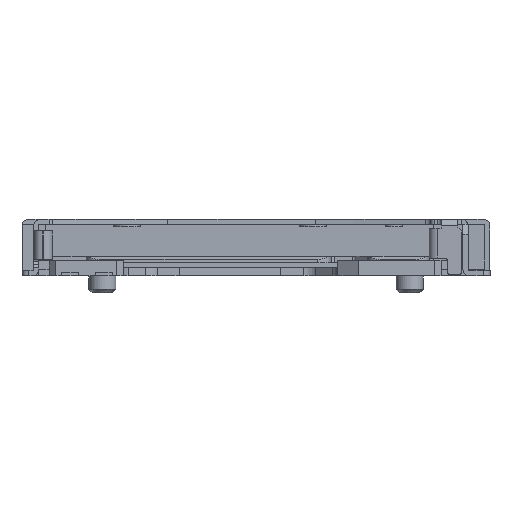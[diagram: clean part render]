
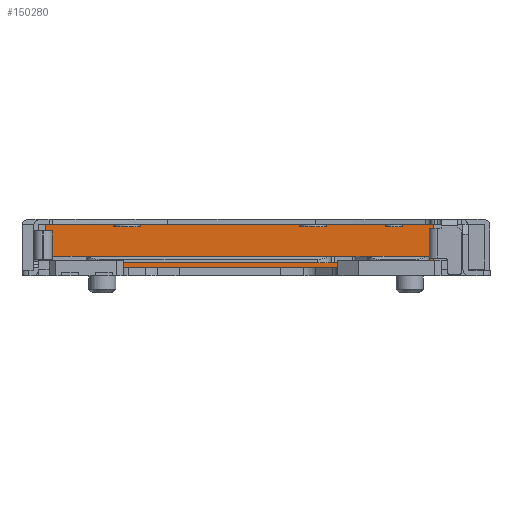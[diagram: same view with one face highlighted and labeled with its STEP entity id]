
A CAD part, front view. The second image highlights one B-rep face of the part: STEP entity #150280.
In plain terms, the highlighted planar face has unit normal (0, -1, 0).
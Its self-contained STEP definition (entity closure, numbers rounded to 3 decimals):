
#145920=CARTESIAN_POINT('',(169.015,153.612,1.45));
#145930=VERTEX_POINT('',#145920);
#146110=CARTESIAN_POINT('',(169.515,153.612,1.45));
#146120=VERTEX_POINT('',#146110);
#146150=CARTESIAN_POINT('',(169.015,153.612,1.45));
#146160=DIRECTION('',(1.,0.,0.));
#146170=VECTOR('',#146160,1.);
#146180=LINE('',#146150,#146170);
#146190=EDGE_CURVE('',#145930,#146120,#146180,.T.);
#146330=CARTESIAN_POINT('',(169.015,153.612,1.53));
#146340=VERTEX_POINT('',#146330);
#146460=CARTESIAN_POINT('',(169.015,153.612,1.53));
#146470=DIRECTION('',(0.,0.,-1.));
#146480=VECTOR('',#146470,1.);
#146490=LINE('',#146460,#146480);
#146500=EDGE_CURVE('',#146340,#145930,#146490,.T.);
#146910=CARTESIAN_POINT('',(169.515,153.612,1.53));
#146920=VERTEX_POINT('',#146910);
#146950=CARTESIAN_POINT('',(169.515,153.612,1.45));
#146960=DIRECTION('',(0.,0.,1.));
#146970=VECTOR('',#146960,1.);
#146980=LINE('',#146950,#146970);
#146990=EDGE_CURVE('',#146120,#146920,#146980,.T.);
#147130=CARTESIAN_POINT('',(160.965,153.612,1.45));
#147140=VERTEX_POINT('',#147130);
#147320=CARTESIAN_POINT('',(161.765,153.612,1.45));
#147330=VERTEX_POINT('',#147320);
#147360=CARTESIAN_POINT('',(160.965,153.612,1.45));
#147370=DIRECTION('',(1.,0.,0.));
#147380=VECTOR('',#147370,1.);
#147390=LINE('',#147360,#147380);
#147400=EDGE_CURVE('',#147140,#147330,#147390,.T.);
#147540=CARTESIAN_POINT('',(160.965,153.612,1.53));
#147550=VERTEX_POINT('',#147540);
#147670=CARTESIAN_POINT('',(160.965,153.612,1.53));
#147680=DIRECTION('',(0.,0.,-1.));
#147690=VECTOR('',#147680,1.);
#147700=LINE('',#147670,#147690);
#147710=EDGE_CURVE('',#147550,#147140,#147700,.T.);
#148120=CARTESIAN_POINT('',(161.765,153.612,1.53));
#148130=VERTEX_POINT('',#148120);
#148160=CARTESIAN_POINT('',(161.765,153.612,1.45));
#148170=DIRECTION('',(0.,0.,1.));
#148180=VECTOR('',#148170,1.);
#148190=LINE('',#148160,#148180);
#148200=EDGE_CURVE('',#147330,#148130,#148190,.T.);
#148760=CARTESIAN_POINT('',(167.265,153.612,1.45));
#148770=VERTEX_POINT('',#148760);
#148850=CARTESIAN_POINT('',(167.265,153.612,1.53));
#148860=VERTEX_POINT('',#148850);
#148890=CARTESIAN_POINT('',(167.265,153.612,1.45));
#148900=DIRECTION('',(0.,0.,1.));
#148910=VECTOR('',#148900,1.);
#148920=LINE('',#148890,#148910);
#148930=EDGE_CURVE('',#148770,#148860,#148920,.T.);
#149070=CARTESIAN_POINT('',(166.465,153.612,1.45));
#149080=VERTEX_POINT('',#149070);
#149130=CARTESIAN_POINT('',(166.465,153.612,1.45));
#149140=DIRECTION('',(1.,0.,0.));
#149150=VECTOR('',#149140,1.);
#149160=LINE('',#149130,#149150);
#149170=EDGE_CURVE('',#149080,#148770,#149160,.T.);
#149310=CARTESIAN_POINT('',(166.465,153.612,1.53));
#149320=VERTEX_POINT('',#149310);
#149370=CARTESIAN_POINT('',(166.465,153.612,1.53));
#149380=DIRECTION('',(0.,0.,-1.));
#149390=VECTOR('',#149380,1.);
#149400=LINE('',#149370,#149390);
#149410=EDGE_CURVE('',#149320,#149080,#149400,.T.);
#149460=CARTESIAN_POINT('',(164.715,153.612,0.885));
#149470=DIRECTION('',(-0.,1.,0.));
#149480=DIRECTION('',(1.,0.,0.));
#149490=AXIS2_PLACEMENT_3D('',#149460,#149470,#149480);
#149500=PLANE('',#149490);
#149510=ORIENTED_EDGE('',*,*,#149410,.F.);
#149520=ORIENTED_EDGE('',*,*,#149170,.F.);
#149530=ORIENTED_EDGE('',*,*,#148930,.F.);
#149540=CARTESIAN_POINT('',(167.265,153.612,1.53));
#149550=DIRECTION('',(1.,0.,0.));
#149560=VECTOR('',#149550,1.);
#149570=LINE('',#149540,#149560);
#149580=EDGE_CURVE('',#148860,#146340,#149570,.T.);
#149590=ORIENTED_EDGE('',*,*,#149580,.F.);
#149600=ORIENTED_EDGE('',*,*,#146500,.F.);
#149610=ORIENTED_EDGE('',*,*,#146190,.F.);
#149620=ORIENTED_EDGE('',*,*,#146990,.F.);
#149630=CARTESIAN_POINT('',(169.515,153.612,1.53));
#149640=DIRECTION('',(1.,0.,0.));
#149650=VECTOR('',#149640,1.);
#149660=LINE('',#149630,#149650);
#149670=CARTESIAN_POINT('',(169.665,153.612,1.53));
#149680=VERTEX_POINT('',#149670);
#149690=EDGE_CURVE('',#146920,#149680,#149660,.T.);
#149700=ORIENTED_EDGE('',*,*,#149690,.F.);
#149710=CARTESIAN_POINT('',(169.665,153.612,1.53));
#149720=DIRECTION('',(1.,0.,0.));
#149730=VECTOR('',#149720,1.);
#149740=LINE('',#149710,#149730);
#149750=CARTESIAN_POINT('',(169.865,153.612,1.53));
#149760=VERTEX_POINT('',#149750);
#149770=EDGE_CURVE('',#149680,#149760,#149740,.T.);
#149780=ORIENTED_EDGE('',*,*,#149770,.F.);
#149790=CARTESIAN_POINT('',(169.865,153.612,1.53));
#149800=DIRECTION('',(1.,0.,0.));
#149810=VECTOR('',#149800,1.);
#149820=LINE('',#149790,#149810);
#149830=CARTESIAN_POINT('',(170.455,153.612,1.53));
#149840=VERTEX_POINT('',#149830);
#149850=EDGE_CURVE('',#149760,#149840,#149820,.T.);
#149860=ORIENTED_EDGE('',*,*,#149850,.F.);
#149870=CARTESIAN_POINT('',(170.455,153.612,0.));
#149880=DIRECTION('',(0.,0.,1.));
#149890=VECTOR('',#149880,1.);
#149900=LINE('',#149870,#149890);
#149910=CARTESIAN_POINT('',(170.455,153.612,0.24));
#149920=VERTEX_POINT('',#149910);
#149930=EDGE_CURVE('',#149920,#149840,#149900,.T.);
#149940=ORIENTED_EDGE('',*,*,#149930,.T.);
#149950=CARTESIAN_POINT('',(158.965,153.612,0.24));
#149960=DIRECTION('',(1.,0.,0.));
#149970=VECTOR('',#149960,1.);
#149980=LINE('',#149950,#149970);
#149990=CARTESIAN_POINT('',(158.965,153.612,0.24));
#150000=VERTEX_POINT('',#149990);
#150010=EDGE_CURVE('',#150000,#149920,#149980,.T.);
#150020=ORIENTED_EDGE('',*,*,#150010,.T.);
#150030=CARTESIAN_POINT('',(158.965,153.612,0.24));
#150040=DIRECTION('',(0.,0.,1.));
#150050=VECTOR('',#150040,1.);
#150060=LINE('',#150030,#150050);
#150070=CARTESIAN_POINT('',(158.965,153.612,1.53));
#150080=VERTEX_POINT('',#150070);
#150090=EDGE_CURVE('',#150000,#150080,#150060,.T.);
#150100=ORIENTED_EDGE('',*,*,#150090,.F.);
#150110=CARTESIAN_POINT('',(158.965,153.612,1.53));
#150120=DIRECTION('',(1.,0.,0.));
#150130=VECTOR('',#150120,1.);
#150140=LINE('',#150110,#150130);
#150150=EDGE_CURVE('',#150080,#147550,#150140,.T.);
#150160=ORIENTED_EDGE('',*,*,#150150,.F.);
#150170=ORIENTED_EDGE('',*,*,#147710,.F.);
#150180=ORIENTED_EDGE('',*,*,#147400,.F.);
#150190=ORIENTED_EDGE('',*,*,#148200,.F.);
#150200=CARTESIAN_POINT('',(161.765,153.612,1.53));
#150210=DIRECTION('',(1.,0.,0.));
#150220=VECTOR('',#150210,1.);
#150230=LINE('',#150200,#150220);
#150240=EDGE_CURVE('',#148130,#149320,#150230,.T.);
#150250=ORIENTED_EDGE('',*,*,#150240,.F.);
#150260=EDGE_LOOP('',(#150250,#150190,#150180,#150170,#150160,#150100,
#150020,#149940,#149860,#149780,#149700,#149620,#149610,#149600,#149590,
#149530,#149520,#149510));
#150270=FACE_OUTER_BOUND('',#150260,.T.);
#150280=ADVANCED_FACE('',(#150270),#149500,.F.);
